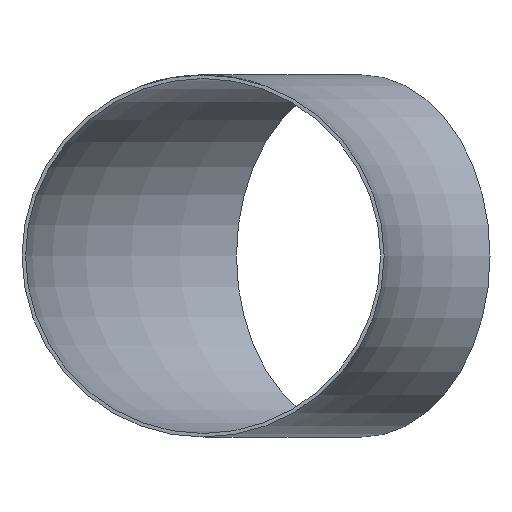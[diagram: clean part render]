
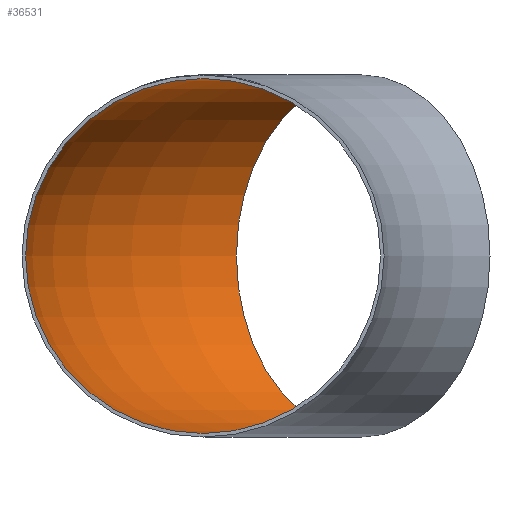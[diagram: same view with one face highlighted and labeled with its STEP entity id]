
A CAD part, front view. The second image highlights one B-rep face of the part: STEP entity #36531.
In plain terms, the highlighted toroidal (fillet/blend) face has major radius 914 mm and minor radius 299 mm.
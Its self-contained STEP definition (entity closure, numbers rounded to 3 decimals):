
#55 = EDGE_CURVE ( 'NONE', #7087, #7087, #21957, .T. ) ;
#435 = DIRECTION ( 'NONE',  ( -1., 0., 0. ) ) ;
#726 = EDGE_CURVE ( 'NONE', #33750, #33750, #6879, .T. ) ;
#1752 = EDGE_LOOP ( 'NONE', ( #15448 ) ) ;
#3437 = DIRECTION ( 'NONE',  ( 0., 0., -1. ) ) ;
#5677 = AXIS2_PLACEMENT_3D ( 'NONE', #16579, #19408, #28116 ) ;
#6879 = CIRCLE ( 'NONE', #5677, 299. ) ;
#6994 = FACE_OUTER_BOUND ( 'NONE', #1752, .T. ) ;
#7087 = VERTEX_POINT ( 'NONE', #22196 ) ;
#7582 = DIRECTION ( 'NONE',  ( -0.707, 0.707, 0. ) ) ;
#10212 = DIRECTION ( 'NONE',  ( 0.707, 0.707, 0. ) ) ;
#10837 = CARTESIAN_POINT ( 'NONE',  ( -914., 0., 299. ) ) ;
#12666 = CARTESIAN_POINT ( 'NONE',  ( 0., 0., 0. ) ) ;
#15448 = ORIENTED_EDGE ( 'NONE', *, *, #55, .T. ) ;
#16579 = CARTESIAN_POINT ( 'NONE',  ( -914., 0., 0. ) ) ;
#19408 = DIRECTION ( 'NONE',  ( 0., 1., 0. ) ) ;
#21957 = CIRCLE ( 'NONE', #26790, 299. ) ;
#22196 = CARTESIAN_POINT ( 'NONE',  ( -857.721, 857.721, 0. ) ) ;
#23319 = ORIENTED_EDGE ( 'NONE', *, *, #726, .F. ) ;
#26790 = AXIS2_PLACEMENT_3D ( 'NONE', #33490, #10212, #7582 ) ;
#28116 = DIRECTION ( 'NONE',  ( 0., 0., 1. ) ) ;
#32351 = TOROIDAL_SURFACE ( 'NONE', #35370, 914., 299. ) ;
#33490 = CARTESIAN_POINT ( 'NONE',  ( -646.296, 646.296, 0. ) ) ;
#33750 = VERTEX_POINT ( 'NONE', #10837 ) ;
#33777 = EDGE_LOOP ( 'NONE', ( #23319 ) ) ;
#35201 = FACE_OUTER_BOUND ( 'NONE', #33777, .T. ) ;
#35370 = AXIS2_PLACEMENT_3D ( 'NONE', #12666, #3437, #435 ) ;
#36531 = ADVANCED_FACE ( 'NONE', ( #6994, #35201 ), #32351, .F. ) ;
